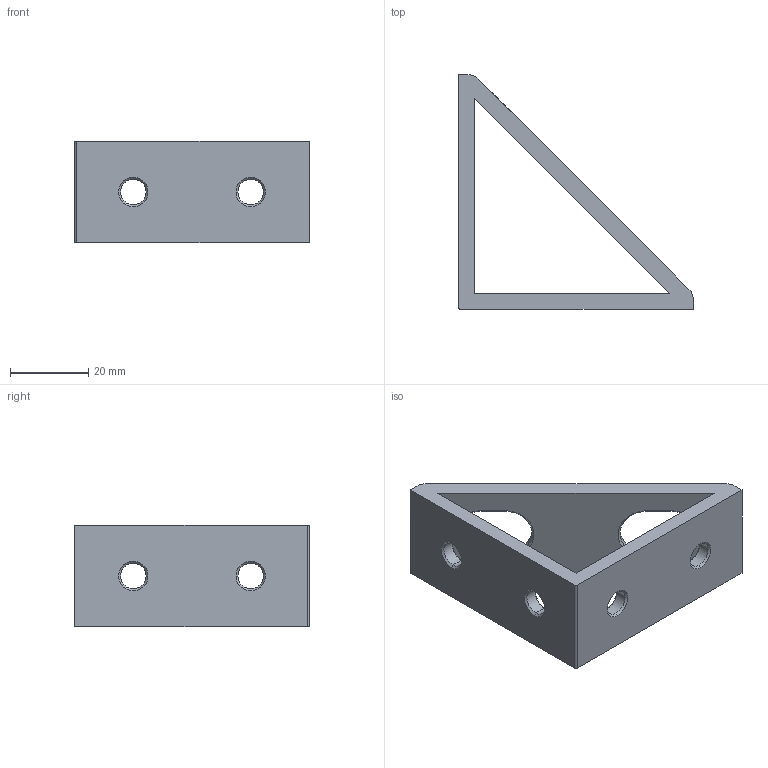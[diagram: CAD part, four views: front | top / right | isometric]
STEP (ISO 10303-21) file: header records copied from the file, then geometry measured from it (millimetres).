
FILE_DESCRIPTION (( 'STEP AP214' ), '1' );
FILE_NAME ('A469 Óãëîâîé àëþìèíèåâûé ñîåäèíèòåëü 30õ60.STEP', '2021-07-29T12:53:17', ( 'Windows User' ), ( '' ), 'SwSTEP 2.0', 'SolidWorks 2021', '' );
FILE_SCHEMA (( 'AUTOMOTIVE_DESIGN' ));
Length unit declared in the file: millimetre
Products named in the file (1): A469 Óãëîâîé àëþìèíèåâûé ñîåäèíèòåëü 30õ60
Bounding box: 60 x 60 x 26 mm (x, y, z)
Volume: 17486.4 mm3; surface area: 10759.9 mm2
Topology: 1 solids, 1 shells, 67 faces, 169 edges, 104 vertices
Faces by surface type: cone 28, plane 22, cylinder 17
Entity records: 2069 total; most frequent: DIRECTION 377, CARTESIAN_POINT 341, ORIENTED_EDGE 338, EDGE_CURVE 169, AXIS2_PLACEMENT_3D 140, VERTEX_POINT 104, LINE 97, VECTOR 97
